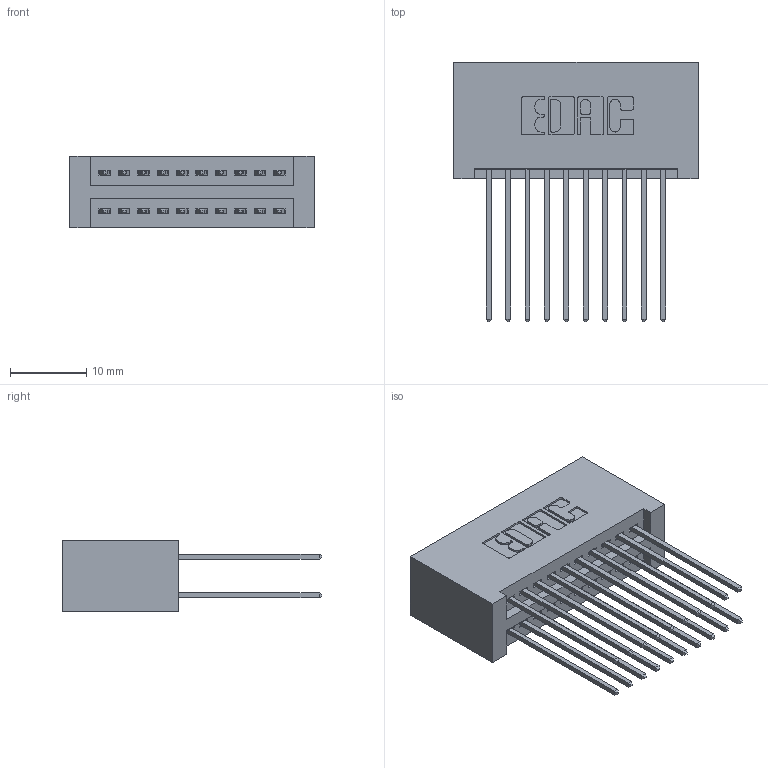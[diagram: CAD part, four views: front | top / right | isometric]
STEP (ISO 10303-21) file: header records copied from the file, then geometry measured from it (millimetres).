
FILE_DESCRIPTION (( 'STEP AP203' ), '1' );
FILE_NAME ('345-020-541-201.STEP', '2018-08-20T04:53:39', ( '' ), ( '' ), 'SwSTEP 2.0', 'SolidWorks 2016', '' );
FILE_SCHEMA (( 'CONFIG_CONTROL_DESIGN' ));
Length unit declared in the file: inch
Products named in the file (3): 345 Part_No Mounting Lugs; 345-292-001_345-293-141; 345-020-541-201
Assembly tree (21 placements, depth 2):
  345-020-541-201
    345 Part_No Mounting Lugs
    345-292-001_345-293-141  x20
Bounding box: 32 x 33.96 x 9.4 mm (x, y, z)
Volume: 3542.5 mm3; surface area: 5459.3 mm2
Topology: 21 solids, 21 shells, 1118 faces, 3297 edges, 2170 vertices
Faces by surface type: plane 736, cylinder 382
Entity records: 11895 total; most frequent: CARTESIAN_POINT 2024, ORIENTED_EDGE 1958, DIRECTION 1819, EDGE_CURVE 979, VECTOR 815, LINE 815, VERTEX_POINT 650, AXIS2_PLACEMENT_3D 502
